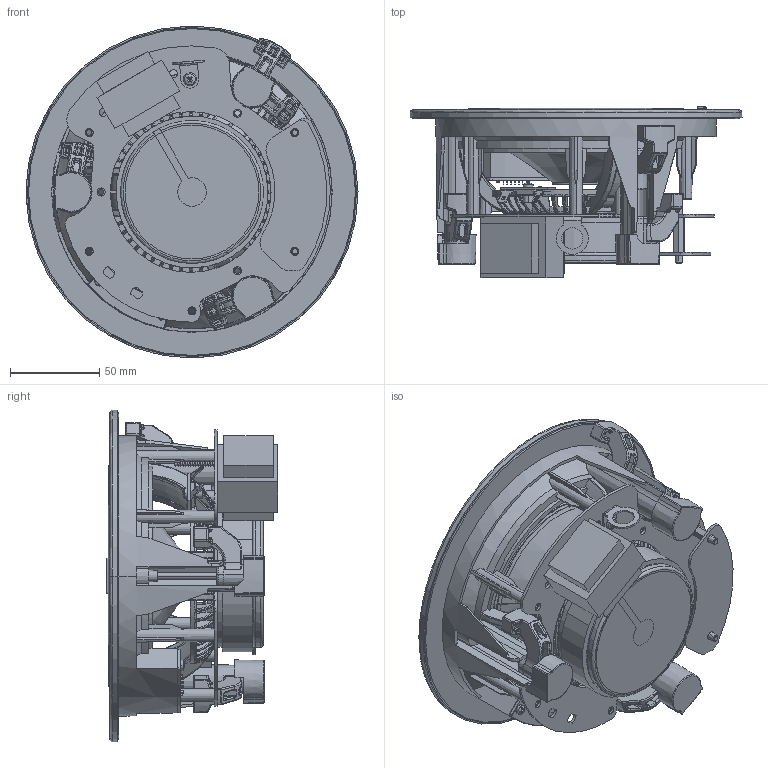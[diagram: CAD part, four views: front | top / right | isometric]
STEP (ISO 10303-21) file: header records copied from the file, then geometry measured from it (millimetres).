
FILE_DESCRIPTION (( 'STEP AP214' ), '1' );
FILE_NAME ('100_ICW5.STEP', '2022-05-20T08:12:17', ( '' ), ( '' ), 'SwSTEP 2.0', 'SolidWorks 2021', '' );
FILE_SCHEMA (( 'AUTOMOTIVE_DESIGN' ));
Length unit declared in the file: millimetre
Products named in the file (1): 100_ICW5
Bounding box: 185.86 x 96.1 x 185.86 mm (x, y, z)
Volume: 437262.7 mm3; surface area: 356214.1 mm2
Topology: 44 solids, 44 shells, 6698 faces, 13852 edges, 7102 vertices
Faces by surface type: plane 4016, bspline 1558, cylinder 702, cone 394, torus 24, sphere 4
Entity records: 296364 total; most frequent: CARTESIAN_POINT 97011, ORIENTED_EDGE 27420, DIRECTION 23041, EDGE_CURVE 13710, AXIS2_PLACEMENT_3D 7954, VECTOR 7133, LINE 7133, VERTEX_POINT 7102
